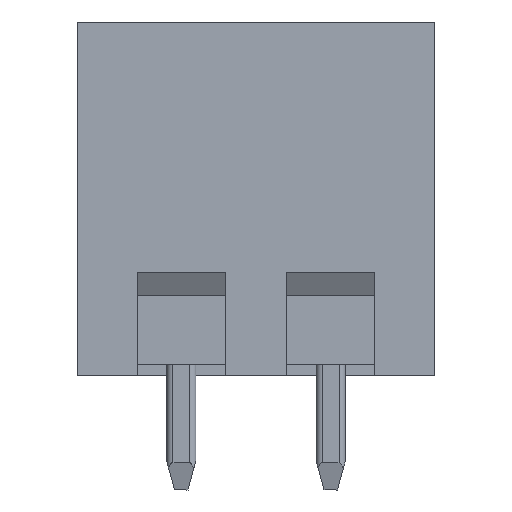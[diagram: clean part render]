
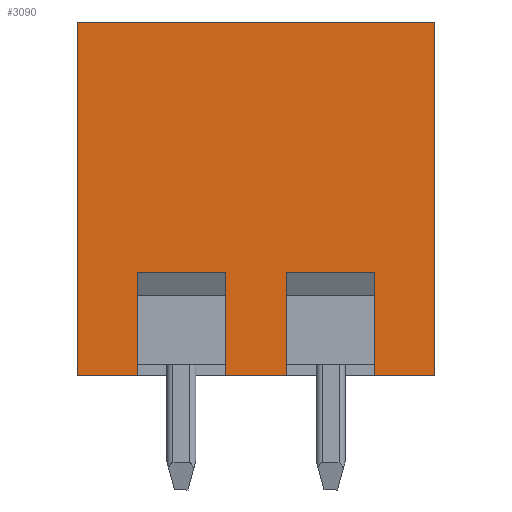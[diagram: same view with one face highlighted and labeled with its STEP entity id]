
A CAD part, front view. The second image highlights one B-rep face of the part: STEP entity #3090.
In plain terms, the highlighted planar face has unit normal (0, -1, 0).
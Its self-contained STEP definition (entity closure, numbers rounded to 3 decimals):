
#3090=ADVANCED_FACE('',(#8071),#8072,.T.);
#4102=VERTEX_POINT('',#9486);
#4106=VERTEX_POINT('',#9490);
#4108=EDGE_CURVE('',#4106,#4102,#9492,.T.);
#4116=VERTEX_POINT('',#9500);
#4118=VERTEX_POINT('',#9502);
#4120=EDGE_CURVE('',#4116,#4118,#9504,.T.);
#4346=VERTEX_POINT('',#9731);
#4348=EDGE_CURVE('',#4346,#4106,#9733,.T.);
#4354=VERTEX_POINT('',#9739);
#4356=EDGE_CURVE('',#4354,#4346,#9741,.T.);
#4362=VERTEX_POINT('',#9747);
#4380=VERTEX_POINT('',#9765);
#4384=EDGE_CURVE('',#4362,#4380,#9769,.T.);
#4456=VERTEX_POINT('',#9842);
#4458=EDGE_CURVE('',#4456,#4362,#9844,.T.);
#4460=EDGE_CURVE('',#4380,#4354,#9846,.T.);
#4462=EDGE_CURVE('',#4102,#4118,#9848,.T.);
#4464=VERTEX_POINT('',#9850);
#4466=EDGE_CURVE('',#4464,#4116,#9852,.T.);
#4468=VERTEX_POINT('',#9854);
#4470=EDGE_CURVE('',#4464,#4468,#9856,.T.);
#4472=VERTEX_POINT('',#9858);
#4474=EDGE_CURVE('',#4468,#4472,#9860,.T.);
#4476=EDGE_CURVE('',#4472,#4456,#9862,.T.);
#8071=FACE_OUTER_BOUND('',#14685,.T.);
#8072=PLANE('',#14686);
#9486=CARTESIAN_POINT('',(10.12,0.0,0.0));
#9490=CARTESIAN_POINT('',(10.12,0.0,3.5));
#9492=LINE('',#16285,#16286);
#9500=CARTESIAN_POINT('',(12.16,0.0,12.0));
#9502=CARTESIAN_POINT('',(12.16,0.0,0.0));
#9504=LINE('',#16303,#16304);
#9731=CARTESIAN_POINT('',(7.12,0.0,3.5));
#9733=LINE('',#16671,#16672);
#9739=CARTESIAN_POINT('',(7.12,0.0,0.0));
#9741=LINE('',#16685,#16686);
#9747=CARTESIAN_POINT('',(5.04,0.0,3.5));
#9765=CARTESIAN_POINT('',(5.04,0.0,0.0));
#9769=LINE('',#16729,#16730);
#9842=CARTESIAN_POINT('',(2.04,0.0,3.5));
#9844=LINE('',#16846,#16847);
#9846=LINE('',#16850,#16851);
#9848=LINE('',#16854,#16855);
#9850=CARTESIAN_POINT('',(0.0,0.0,12.0));
#9852=LINE('',#16860,#16861);
#9854=CARTESIAN_POINT('',(0.0,0.0,0.0));
#9856=LINE('',#16866,#16867);
#9858=CARTESIAN_POINT('',(2.04,0.0,0.0));
#9860=LINE('',#16872,#16873);
#9862=LINE('',#16876,#16877);
#14685=EDGE_LOOP('',(#22539,#22540,#22541,#22542,#22543,#22544,#22545,#22546,#22547,#22548,#22549,#22550));
#14686=AXIS2_PLACEMENT_3D('',#22551,#22552,#22553);
#16285=CARTESIAN_POINT('',(10.12,0.0,3.5));
#16286=VECTOR('',#25986,1.0);
#16303=CARTESIAN_POINT('',(12.16,0.0,12.0));
#16304=VECTOR('',#25989,1.0);
#16671=CARTESIAN_POINT('',(7.12,0.0,3.5));
#16672=VECTOR('',#26087,1.0);
#16685=CARTESIAN_POINT('',(7.12,0.0,0.0));
#16686=VECTOR('',#26090,1.0);
#16729=CARTESIAN_POINT('',(5.04,0.0,3.5));
#16730=VECTOR('',#26098,1.0);
#16846=CARTESIAN_POINT('',(2.04,0.0,3.5));
#16847=VECTOR('',#26139,1.0);
#16850=CARTESIAN_POINT('',(5.04,0.0,0.0));
#16851=VECTOR('',#26140,1.0);
#16854=CARTESIAN_POINT('',(10.12,0.0,0.0));
#16855=VECTOR('',#26141,1.0);
#16860=CARTESIAN_POINT('',(3.54,0.0,12.0));
#16861=VECTOR('',#26142,1.0);
#16866=CARTESIAN_POINT('',(0.0,0.0,12.0));
#16867=VECTOR('',#26143,1.0);
#16872=CARTESIAN_POINT('',(0.0,0.0,0.0));
#16873=VECTOR('',#26144,1.0);
#16876=CARTESIAN_POINT('',(2.04,0.0,0.0));
#16877=VECTOR('',#26145,1.0);
#22539=ORIENTED_EDGE('',*,*,#4458,.T.);
#22540=ORIENTED_EDGE('',*,*,#4384,.T.);
#22541=ORIENTED_EDGE('',*,*,#4460,.T.);
#22542=ORIENTED_EDGE('',*,*,#4356,.T.);
#22543=ORIENTED_EDGE('',*,*,#4348,.T.);
#22544=ORIENTED_EDGE('',*,*,#4108,.T.);
#22545=ORIENTED_EDGE('',*,*,#4462,.T.);
#22546=ORIENTED_EDGE('',*,*,#4120,.F.);
#22547=ORIENTED_EDGE('',*,*,#4466,.F.);
#22548=ORIENTED_EDGE('',*,*,#4470,.T.);
#22549=ORIENTED_EDGE('',*,*,#4474,.T.);
#22550=ORIENTED_EDGE('',*,*,#4476,.T.);
#22551=CARTESIAN_POINT('',(-0.095,0.0,12.306));
#22552=DIRECTION('',(0.0,-1.0,0.0));
#22553=DIRECTION('',(0.0,0.0,-1.0));
#25986=DIRECTION('',(0.0,0.0,-1.0));
#25989=DIRECTION('',(0.0,0.0,-1.0));
#26087=DIRECTION('',(1.0,0.0,0.0));
#26090=DIRECTION('',(0.0,0.0,1.0));
#26098=DIRECTION('',(0.0,0.0,-1.0));
#26139=DIRECTION('',(1.0,0.0,0.0));
#26140=DIRECTION('',(1.0,0.0,0.0));
#26141=DIRECTION('',(1.0,0.0,0.0));
#26142=DIRECTION('',(1.0,0.0,0.0));
#26143=DIRECTION('',(0.0,0.0,-1.0));
#26144=DIRECTION('',(1.0,0.0,0.0));
#26145=DIRECTION('',(0.0,0.0,1.0));
